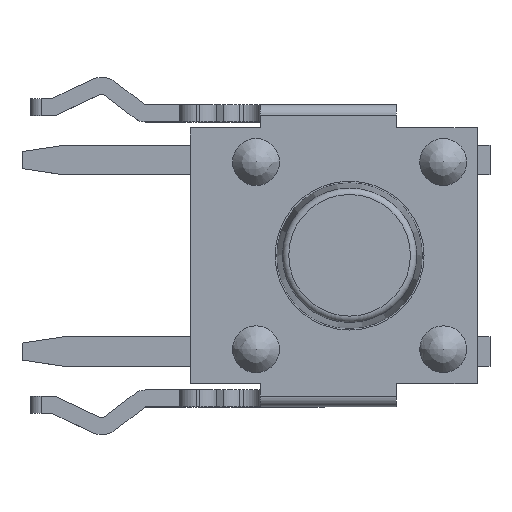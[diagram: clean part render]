
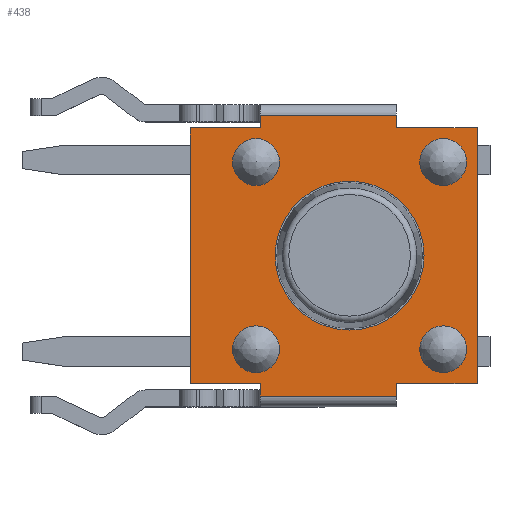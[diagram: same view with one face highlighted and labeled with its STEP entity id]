
A CAD part, top view. The second image highlights one B-rep face of the part: STEP entity #438.
In plain terms, the highlighted planar face has unit normal (0, 0, 1).
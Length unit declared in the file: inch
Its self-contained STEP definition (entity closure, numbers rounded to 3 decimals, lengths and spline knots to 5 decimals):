
#280=CARTESIAN_POINT('',(-0.16093,-0.14291,0.12953));
#281=DIRECTION('',(0.0,0.0,1.0));
#282=DIRECTION('',(1.0,0.0,0.0));
#283=AXIS2_PLACEMENT_3D('',#280,#281,#282);
#284=PLANE('',#283);
#285=CARTESIAN_POINT('',(0.04331,-0.12992,0.12953));
#286=VERTEX_POINT('',#285);
#287=CARTESIAN_POINT('',(-0.08268,-0.12992,0.12953));
#288=VERTEX_POINT('',#287);
#289=CARTESIAN_POINT('',(0.04331,-0.12992,0.12953));
#290=DIRECTION('',(-1.0,0.0,0.0));
#291=VECTOR('',#290,0.12598);
#292=LINE('',#289,#291);
#293=EDGE_CURVE('',#286,#288,#292,.T.);
#294=ORIENTED_EDGE('',*,*,#293,.F.);
#295=CARTESIAN_POINT('',(0.04331,-0.11811,0.12953));
#296=VERTEX_POINT('',#295);
#297=CARTESIAN_POINT('',(0.04331,-0.11811,0.12953));
#298=DIRECTION('',(0.0,-1.0,0.0));
#299=VECTOR('',#298,0.01181);
#300=LINE('',#297,#299);
#301=EDGE_CURVE('',#296,#286,#300,.T.);
#302=ORIENTED_EDGE('',*,*,#301,.F.);
#303=CARTESIAN_POINT('',(0.11811,-0.11811,0.12953));
#304=VERTEX_POINT('',#303);
#305=CARTESIAN_POINT('',(0.11811,-0.11811,0.12953));
#306=DIRECTION('',(-1.0,0.0,0.0));
#307=VECTOR('',#306,0.0748);
#308=LINE('',#305,#307);
#309=EDGE_CURVE('',#304,#296,#308,.T.);
#310=ORIENTED_EDGE('',*,*,#309,.F.);
#311=CARTESIAN_POINT('',(0.11811,0.11811,0.12953));
#312=VERTEX_POINT('',#311);
#313=CARTESIAN_POINT('',(0.11811,0.11811,0.12953));
#314=DIRECTION('',(0.0,-1.0,0.0));
#315=VECTOR('',#314,0.23622);
#316=LINE('',#313,#315);
#317=EDGE_CURVE('',#312,#304,#316,.T.);
#318=ORIENTED_EDGE('',*,*,#317,.F.);
#319=CARTESIAN_POINT('',(0.04331,0.11811,0.12953));
#320=VERTEX_POINT('',#319);
#321=CARTESIAN_POINT('',(0.04331,0.11811,0.12953));
#322=DIRECTION('',(1.0,0.0,0.0));
#323=VECTOR('',#322,0.0748);
#324=LINE('',#321,#323);
#325=EDGE_CURVE('',#320,#312,#324,.T.);
#326=ORIENTED_EDGE('',*,*,#325,.F.);
#327=CARTESIAN_POINT('',(0.04331,0.12992,0.12953));
#328=VERTEX_POINT('',#327);
#329=CARTESIAN_POINT('',(0.04331,0.12992,0.12953));
#330=DIRECTION('',(0.0,-1.0,0.0));
#331=VECTOR('',#330,0.01181);
#332=LINE('',#329,#331);
#333=EDGE_CURVE('',#328,#320,#332,.T.);
#334=ORIENTED_EDGE('',*,*,#333,.F.);
#335=CARTESIAN_POINT('',(-0.08268,0.12992,0.12953));
#336=VERTEX_POINT('',#335);
#337=CARTESIAN_POINT('',(-0.08268,0.12992,0.12953));
#338=DIRECTION('',(1.0,0.0,0.0));
#339=VECTOR('',#338,0.12598);
#340=LINE('',#337,#339);
#341=EDGE_CURVE('',#336,#328,#340,.T.);
#342=ORIENTED_EDGE('',*,*,#341,.F.);
#343=CARTESIAN_POINT('',(-0.08268,0.11811,0.12953));
#344=VERTEX_POINT('',#343);
#345=CARTESIAN_POINT('',(-0.08268,0.12992,0.12953));
#346=DIRECTION('',(0.0,-1.0,0.0));
#347=VECTOR('',#346,0.01181);
#348=LINE('',#345,#347);
#349=EDGE_CURVE('',#336,#344,#348,.T.);
#350=ORIENTED_EDGE('',*,*,#349,.T.);
#351=CARTESIAN_POINT('',(-0.14764,0.11811,0.12953));
#352=VERTEX_POINT('',#351);
#353=CARTESIAN_POINT('',(-0.14764,0.11811,0.12953));
#354=DIRECTION('',(1.0,0.0,0.0));
#355=VECTOR('',#354,0.06496);
#356=LINE('',#353,#355);
#357=EDGE_CURVE('',#352,#344,#356,.T.);
#358=ORIENTED_EDGE('',*,*,#357,.F.);
#359=CARTESIAN_POINT('',(-0.14764,-0.11811,0.12953));
#360=VERTEX_POINT('',#359);
#361=CARTESIAN_POINT('',(-0.14764,-0.11811,0.12953));
#362=DIRECTION('',(0.0,1.0,0.0));
#363=VECTOR('',#362,0.23622);
#364=LINE('',#361,#363);
#365=EDGE_CURVE('',#360,#352,#364,.T.);
#366=ORIENTED_EDGE('',*,*,#365,.F.);
#367=CARTESIAN_POINT('',(-0.08268,-0.11811,0.12953));
#368=VERTEX_POINT('',#367);
#369=CARTESIAN_POINT('',(-0.08268,-0.11811,0.12953));
#370=DIRECTION('',(-1.0,0.0,0.0));
#371=VECTOR('',#370,0.06496);
#372=LINE('',#369,#371);
#373=EDGE_CURVE('',#368,#360,#372,.T.);
#374=ORIENTED_EDGE('',*,*,#373,.F.);
#375=CARTESIAN_POINT('',(-0.08268,-0.12992,0.12953));
#376=DIRECTION('',(0.0,1.0,0.0));
#377=VECTOR('',#376,0.01181);
#378=LINE('',#375,#377);
#379=EDGE_CURVE('',#288,#368,#378,.T.);
#380=ORIENTED_EDGE('',*,*,#379,.F.);
#381=EDGE_LOOP('',(#294,#302,#310,#318,#326,#334,#342,#350,#358,#366,#374,#380));
#382=FACE_OUTER_BOUND('',#381,.T.);
#383=CARTESIAN_POINT('',(-0.06496,-0.08661,0.12953));
#384=VERTEX_POINT('',#383);
#385=CARTESIAN_POINT('',(-0.08661,-0.08661,0.12953));
#386=DIRECTION('',(0.0,0.0,1.0));
#387=DIRECTION('',(1.0,0.0,0.0));
#388=AXIS2_PLACEMENT_3D('',#385,#386,#387);
#389=CIRCLE('',#388,0.02165);
#390=EDGE_CURVE('',#384,#384,#389,.T.);
#391=ORIENTED_EDGE('',*,*,#390,.F.);
#392=EDGE_LOOP('',(#391));
#393=FACE_BOUND('',#392,.T.);
#394=CARTESIAN_POINT('',(0.10827,-0.08661,0.12953));
#395=VERTEX_POINT('',#394);
#396=CARTESIAN_POINT('',(0.08661,-0.08661,0.12953));
#397=DIRECTION('',(0.0,0.0,1.0));
#398=DIRECTION('',(1.0,0.0,0.0));
#399=AXIS2_PLACEMENT_3D('',#396,#397,#398);
#400=CIRCLE('',#399,0.02165);
#401=EDGE_CURVE('',#395,#395,#400,.T.);
#402=ORIENTED_EDGE('',*,*,#401,.F.);
#403=EDGE_LOOP('',(#402));
#404=FACE_BOUND('',#403,.T.);
#405=CARTESIAN_POINT('',(-0.10827,0.08661,0.12953));
#406=VERTEX_POINT('',#405);
#407=CARTESIAN_POINT('',(-0.08661,0.08661,0.12953));
#408=DIRECTION('',(0.0,0.0,-1.0));
#409=DIRECTION('',(-1.0,0.0,0.0));
#410=AXIS2_PLACEMENT_3D('',#407,#408,#409);
#411=CIRCLE('',#410,0.02165);
#412=EDGE_CURVE('',#406,#406,#411,.T.);
#413=ORIENTED_EDGE('',*,*,#412,.T.);
#414=EDGE_LOOP('',(#413));
#415=FACE_BOUND('',#414,.T.);
#416=CARTESIAN_POINT('',(0.06496,0.08661,0.12953));
#417=VERTEX_POINT('',#416);
#418=CARTESIAN_POINT('',(0.08661,0.08661,0.12953));
#419=DIRECTION('',(0.0,0.0,-1.0));
#420=DIRECTION('',(-1.0,0.0,0.0));
#421=AXIS2_PLACEMENT_3D('',#418,#419,#420);
#422=CIRCLE('',#421,0.02165);
#423=EDGE_CURVE('',#417,#417,#422,.T.);
#424=ORIENTED_EDGE('',*,*,#423,.T.);
#425=EDGE_LOOP('',(#424));
#426=FACE_BOUND('',#425,.T.);
#427=CARTESIAN_POINT('',(0.0689,0.,0.12953));
#428=VERTEX_POINT('',#427);
#429=CARTESIAN_POINT('',(0.,0.,0.12953));
#430=DIRECTION('',(0.0,0.0,-1.0));
#431=DIRECTION('',(-1.0,0.0,0.0));
#432=AXIS2_PLACEMENT_3D('',#429,#430,#431);
#433=CIRCLE('',#432,0.0689);
#434=EDGE_CURVE('',#428,#428,#433,.T.);
#435=ORIENTED_EDGE('',*,*,#434,.T.);
#436=EDGE_LOOP('',(#435));
#437=FACE_BOUND('',#436,.T.);
#438=ADVANCED_FACE('',(#382,#393,#404,#415,#426,#437),#284,.T.);
